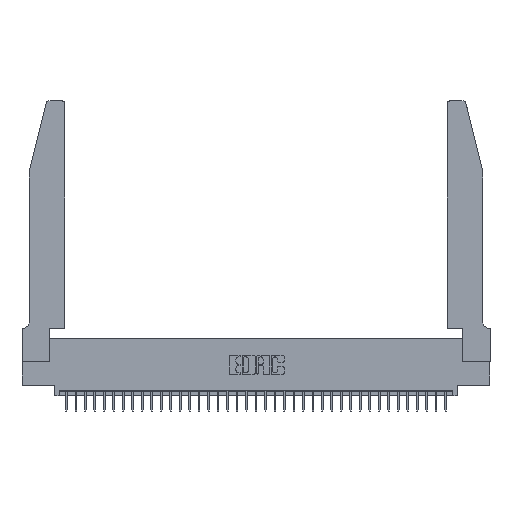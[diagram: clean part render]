
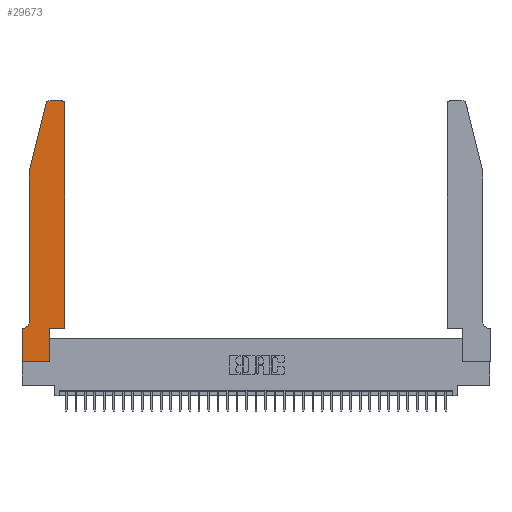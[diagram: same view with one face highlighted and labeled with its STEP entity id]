
A CAD part, top view. The second image highlights one B-rep face of the part: STEP entity #29673.
In plain terms, the highlighted planar face has unit normal (0, 0, 1).
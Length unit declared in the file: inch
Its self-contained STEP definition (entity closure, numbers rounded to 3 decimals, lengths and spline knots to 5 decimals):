
#385 = AXIS2_PLACEMENT_3D ( 'NONE', #15858, #35778, #18712 ) ;
#581 = VERTEX_POINT ( 'NONE', #12183 ) ;
#1140 = CARTESIAN_POINT ( 'NONE',  ( 0.2865, 0.35, 0.37 ) ) ;
#1309 = DIRECTION ( 'NONE',  ( 0., 0., -1. ) ) ;
#1364 = CARTESIAN_POINT ( 'NONE',  ( 0., 0., 0.37 ) ) ;
#1437 = CARTESIAN_POINT ( 'NONE',  ( 0., 0., 0.37 ) ) ;
#1581 = VERTEX_POINT ( 'NONE', #4823 ) ;
#1599 = VECTOR ( 'NONE', #25648, 39.37008 ) ;
#2639 = EDGE_CURVE ( 'NONE', #3200, #7995, #24256, .T. ) ;
#2701 = EDGE_LOOP ( 'NONE', ( #14560, #11923, #28535, #15958, #5258, #13214, #2975, #20744, #16138, #32156, #33077, #13428 ) ) ;
#2975 = ORIENTED_EDGE ( 'NONE', *, *, #7388, .T. ) ;
#3200 = VERTEX_POINT ( 'NONE', #19811 ) ;
#3455 = AXIS2_PLACEMENT_3D ( 'NONE', #30318, #13216, #33168 ) ;
#3909 = CARTESIAN_POINT ( 'NONE',  ( 0.284, 2.75, 0.37 ) ) ;
#4413 = DIRECTION ( 'NONE',  ( 1., 0., 0. ) ) ;
#4432 = VECTOR ( 'NONE', #4413, 39.37008 ) ;
#4823 = CARTESIAN_POINT ( 'NONE',  ( 0.0755, 0.42, 0.37 ) ) ;
#4968 = EDGE_CURVE ( 'NONE', #11899, #17512, #7649, .T. ) ;
#5227 = LINE ( 'NONE', #1364, #33940 ) ;
#5258 = ORIENTED_EDGE ( 'NONE', *, *, #34964, .T. ) ;
#5288 = VERTEX_POINT ( 'NONE', #15346 ) ;
#5511 = CARTESIAN_POINT ( 'NONE',  ( 0.0755, 2., 0.37 ) ) ;
#5849 = EDGE_CURVE ( 'NONE', #581, #11899, #9941, .T. ) ;
#6838 = DIRECTION ( 'NONE',  ( -1., 0., 0. ) ) ;
#6911 = CIRCLE ( 'NONE', #36060, 0.07 ) ;
#7179 = DIRECTION ( 'NONE',  ( -1., 0., 0. ) ) ;
#7388 = EDGE_CURVE ( 'NONE', #21224, #5288, #5227, .T. ) ;
#7631 = CARTESIAN_POINT ( 'NONE',  ( 0.4505, 0.35, 0.37 ) ) ;
#7649 = LINE ( 'NONE', #7631, #15357 ) ;
#7701 = VERTEX_POINT ( 'NONE', #8542 ) ;
#7848 = FACE_OUTER_BOUND ( 'NONE', #2701, .T. ) ;
#7995 = VERTEX_POINT ( 'NONE', #3909 ) ;
#8044 = EDGE_CURVE ( 'NONE', #7995, #17064, #29492, .T. ) ;
#8542 = CARTESIAN_POINT ( 'NONE',  ( 0.0755, 2., 0.37 ) ) ;
#9648 = CARTESIAN_POINT ( 'NONE',  ( 0.0055, 0.35, 0.37 ) ) ;
#9941 = LINE ( 'NONE', #15296, #32765 ) ;
#10249 = EDGE_CURVE ( 'NONE', #7701, #1581, #17060, .T. ) ;
#10748 = EDGE_CURVE ( 'NONE', #17512, #37064, #28665, .T. ) ;
#11899 = VERTEX_POINT ( 'NONE', #1140 ) ;
#11923 = ORIENTED_EDGE ( 'NONE', *, *, #8044, .T. ) ;
#12183 = CARTESIAN_POINT ( 'NONE',  ( 0.2865, 0., 0.37 ) ) ;
#13114 = LINE ( 'NONE', #1437, #4432 ) ;
#13214 = ORIENTED_EDGE ( 'NONE', *, *, #35779, .T. ) ;
#13216 = DIRECTION ( 'NONE',  ( 0., 0., 1. ) ) ;
#13428 = ORIENTED_EDGE ( 'NONE', *, *, #28176, .T. ) ;
#13629 = CARTESIAN_POINT ( 'NONE',  ( 0., 0.35, 0.37 ) ) ;
#13645 = DIRECTION ( 'NONE',  ( 0., 1., 0. ) ) ;
#14560 = ORIENTED_EDGE ( 'NONE', *, *, #2639, .T. ) ;
#15296 = CARTESIAN_POINT ( 'NONE',  ( 0.2865, 0.35, 0.37 ) ) ;
#15346 = CARTESIAN_POINT ( 'NONE',  ( 0., 0., 0.37 ) ) ;
#15357 = VECTOR ( 'NONE', #24853, 39.37008 ) ;
#15500 = CARTESIAN_POINT ( 'NONE',  ( 0.4505, 2.72, 0.37 ) ) ;
#15858 = CARTESIAN_POINT ( 'NONE',  ( 0.284, 2.72, 0.37 ) ) ;
#15958 = ORIENTED_EDGE ( 'NONE', *, *, #10249, .T. ) ;
#16138 = ORIENTED_EDGE ( 'NONE', *, *, #5849, .T. ) ;
#16477 = DIRECTION ( 'NONE',  ( 1., 0., 0. ) ) ;
#16803 = CARTESIAN_POINT ( 'NONE',  ( 0.4505, 0.35, 0.37 ) ) ;
#17060 = LINE ( 'NONE', #5511, #1599 ) ;
#17064 = VERTEX_POINT ( 'NONE', #26365 ) ;
#17229 = VECTOR ( 'NONE', #6838, 39.37008 ) ;
#17512 = VERTEX_POINT ( 'NONE', #16803 ) ;
#17849 = CIRCLE ( 'NONE', #3455, 0.03 ) ;
#18050 = AXIS2_PLACEMENT_3D ( 'NONE', #13629, #33558, #16477 ) ;
#18135 = LINE ( 'NONE', #26955, #17229 ) ;
#18151 = DIRECTION ( 'NONE',  ( 0., 1., 0. ) ) ;
#18701 = CARTESIAN_POINT ( 'NONE',  ( 0.0055, 0.42, 0.37 ) ) ;
#18712 = DIRECTION ( 'NONE',  ( 1., 0., 0. ) ) ;
#19811 = CARTESIAN_POINT ( 'NONE',  ( 0.4205, 2.75, 0.37 ) ) ;
#20744 = ORIENTED_EDGE ( 'NONE', *, *, #32379, .T. ) ;
#21057 = VECTOR ( 'NONE', #13645, 39.37008 ) ;
#21224 = VERTEX_POINT ( 'NONE', #28553 ) ;
#21592 = DIRECTION ( 'NONE',  ( -1., 0., 0. ) ) ;
#21809 = LINE ( 'NONE', #21825, #36040 ) ;
#21825 = CARTESIAN_POINT ( 'NONE',  ( 0.0755, 2., 0.37 ) ) ;
#22118 = PLANE ( 'NONE',  #18050 ) ;
#23020 = EDGE_CURVE ( 'NONE', #17064, #7701, #21809, .T. ) ;
#24256 = LINE ( 'NONE', #27302, #30951 ) ;
#24690 = DIRECTION ( 'NONE',  ( -0.239, -0.971, 0. ) ) ;
#24853 = DIRECTION ( 'NONE',  ( 1., 0., 0. ) ) ;
#25648 = DIRECTION ( 'NONE',  ( 0., -1., 0. ) ) ;
#26365 = CARTESIAN_POINT ( 'NONE',  ( 0.25487, 2.72718, 0.37 ) ) ;
#26955 = CARTESIAN_POINT ( 'NONE',  ( 0.0755, 0.35, 0.37 ) ) ;
#27302 = CARTESIAN_POINT ( 'NONE',  ( 0.2605, 2.75, 0.37 ) ) ;
#28176 = EDGE_CURVE ( 'NONE', #37064, #3200, #17849, .T. ) ;
#28535 = ORIENTED_EDGE ( 'NONE', *, *, #23020, .T. ) ;
#28553 = CARTESIAN_POINT ( 'NONE',  ( 0., 0.35, 0.37 ) ) ;
#28665 = LINE ( 'NONE', #33454, #21057 ) ;
#29492 = CIRCLE ( 'NONE', #385, 0.03 ) ;
#29673 = ADVANCED_FACE ( 'NONE', ( #7848 ), #22118, .T. ) ;
#30318 = CARTESIAN_POINT ( 'NONE',  ( 0.4205, 2.72, 0.37 ) ) ;
#30898 = VERTEX_POINT ( 'NONE', #9648 ) ;
#30951 = VECTOR ( 'NONE', #7179, 39.37008 ) ;
#32156 = ORIENTED_EDGE ( 'NONE', *, *, #4968, .T. ) ;
#32379 = EDGE_CURVE ( 'NONE', #5288, #581, #13114, .T. ) ;
#32765 = VECTOR ( 'NONE', #18151, 39.37008 ) ;
#32988 = DIRECTION ( 'NONE',  ( 0., -1., 0. ) ) ;
#33077 = ORIENTED_EDGE ( 'NONE', *, *, #10748, .T. ) ;
#33168 = DIRECTION ( 'NONE',  ( 1., 0., 0. ) ) ;
#33454 = CARTESIAN_POINT ( 'NONE',  ( 0.4505, 0.35, 0.37 ) ) ;
#33558 = DIRECTION ( 'NONE',  ( 0., 0., 1. ) ) ;
#33940 = VECTOR ( 'NONE', #32988, 39.37008 ) ;
#34964 = EDGE_CURVE ( 'NONE', #1581, #30898, #6911, .T. ) ;
#35778 = DIRECTION ( 'NONE',  ( 0., 0., 1. ) ) ;
#35779 = EDGE_CURVE ( 'NONE', #30898, #21224, #18135, .T. ) ;
#36040 = VECTOR ( 'NONE', #24690, 39.37008 ) ;
#36060 = AXIS2_PLACEMENT_3D ( 'NONE', #18701, #1309, #21592 ) ;
#37064 = VERTEX_POINT ( 'NONE', #15500 ) ;
